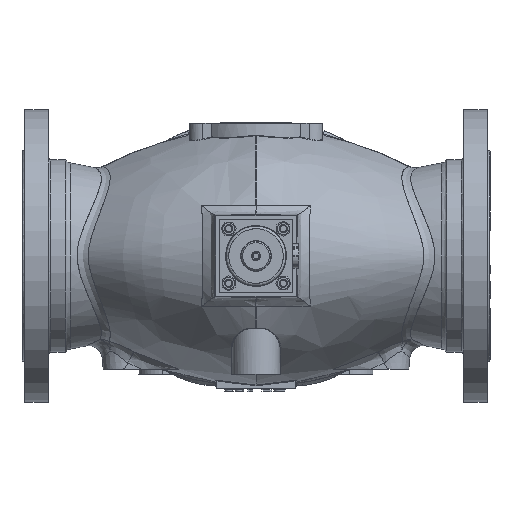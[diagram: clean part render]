
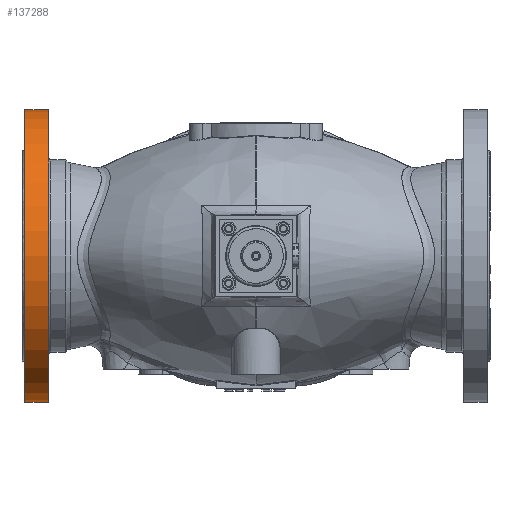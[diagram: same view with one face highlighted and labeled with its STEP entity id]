
A CAD part, front view. The second image highlights one B-rep face of the part: STEP entity #137288.
In plain terms, the highlighted cylindrical face has radius 110 mm (diameter 220 mm), a partial arc.
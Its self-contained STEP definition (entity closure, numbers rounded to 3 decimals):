
#2127 = CARTESIAN_POINT ( 'NONE',  ( -156., 0., -110. ) ) ;
#11737 = EDGE_CURVE ( 'NONE', #130558, #146147, #29823, .T. ) ;
#19195 = DIRECTION ( 'NONE',  ( 0., 0., 1. ) ) ;
#19555 = DIRECTION ( 'NONE',  ( 1., 0., 0. ) ) ;
#19745 = CARTESIAN_POINT ( 'NONE',  ( -174., 0., 0. ) ) ;
#29216 = VECTOR ( 'NONE', #31509, 1000. ) ;
#29823 = LINE ( 'NONE', #166013, #56123 ) ;
#31509 = DIRECTION ( 'NONE',  ( -1., 0., 0. ) ) ;
#34291 = DIRECTION ( 'NONE',  ( 0., 0., 1. ) ) ;
#34486 = DIRECTION ( 'NONE',  ( -1., 0., 0. ) ) ;
#34518 = CARTESIAN_POINT ( 'NONE',  ( -156., 0., 0. ) ) ;
#34653 = CARTESIAN_POINT ( 'NONE',  ( -174., 0., 110. ) ) ;
#36565 = ORIENTED_EDGE ( 'NONE', *, *, #11737, .T. ) ;
#39224 = ORIENTED_EDGE ( 'NONE', *, *, #52259, .T. ) ;
#46676 = FACE_OUTER_BOUND ( 'NONE', #73434, .T. ) ;
#48902 = VERTEX_POINT ( 'NONE', #69546 ) ;
#50182 = AXIS2_PLACEMENT_3D ( 'NONE', #34518, #34486, #34291 ) ;
#52259 = EDGE_CURVE ( 'NONE', #146147, #48902, #108058, .T. ) ;
#56121 = VERTEX_POINT ( 'NONE', #34653 ) ;
#56123 = VECTOR ( 'NONE', #163749, 1000. ) ;
#61232 = EDGE_CURVE ( 'NONE', #56121, #130558, #115422, .T. ) ;
#68930 = ORIENTED_EDGE ( 'NONE', *, *, #61232, .T. ) ;
#69546 = CARTESIAN_POINT ( 'NONE',  ( -156., 0., 110. ) ) ;
#73434 = EDGE_LOOP ( 'NONE', ( #81757, #68930, #36565, #39224 ) ) ;
#77447 = AXIS2_PLACEMENT_3D ( 'NONE', #88895, #154770, #128014 ) ;
#81757 = ORIENTED_EDGE ( 'NONE', *, *, #106274, .T. ) ;
#88895 = CARTESIAN_POINT ( 'NONE',  ( -140.5, 0., 0. ) ) ;
#96562 = CARTESIAN_POINT ( 'NONE',  ( -174., 0., -110. ) ) ;
#106274 = EDGE_CURVE ( 'NONE', #48902, #56121, #167124, .T. ) ;
#108058 = CIRCLE ( 'NONE', #50182, 110. ) ;
#111334 = CYLINDRICAL_SURFACE ( 'NONE', #77447, 110. ) ;
#115422 = CIRCLE ( 'NONE', #130957, 110. ) ;
#121970 = CARTESIAN_POINT ( 'NONE',  ( -140.5, 0., 110. ) ) ;
#128014 = DIRECTION ( 'NONE',  ( 0., 0., 1. ) ) ;
#130558 = VERTEX_POINT ( 'NONE', #96562 ) ;
#130957 = AXIS2_PLACEMENT_3D ( 'NONE', #19745, #19555, #19195 ) ;
#137288 = ADVANCED_FACE ( 'NONE', ( #46676 ), #111334, .T. ) ;
#146147 = VERTEX_POINT ( 'NONE', #2127 ) ;
#154770 = DIRECTION ( 'NONE',  ( -1., 0., 0. ) ) ;
#163749 = DIRECTION ( 'NONE',  ( 1., 0., 0. ) ) ;
#166013 = CARTESIAN_POINT ( 'NONE',  ( -140.5, 0., -110. ) ) ;
#167124 = LINE ( 'NONE', #121970, #29216 ) ;
